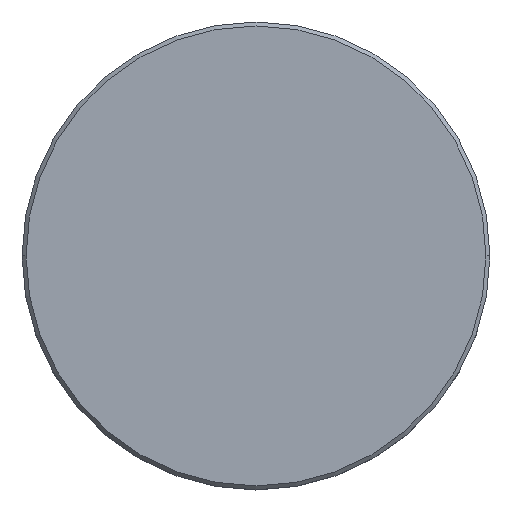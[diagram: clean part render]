
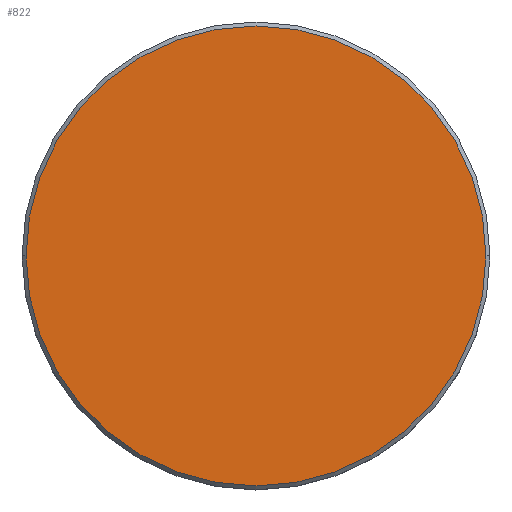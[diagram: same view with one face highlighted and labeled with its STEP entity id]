
A CAD part, top view. The second image highlights one B-rep face of the part: STEP entity #822.
In plain terms, the highlighted planar face has unit normal (0, 0, 1).
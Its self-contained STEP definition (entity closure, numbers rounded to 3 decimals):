
#3 = EDGE_CURVE ( 'NONE', #840, #404, #568, .T. ) ;
#72 = AXIS2_PLACEMENT_3D ( 'NONE', #236, #868, #320 ) ;
#169 = CARTESIAN_POINT ( 'NONE',  ( 29., 0., 0. ) ) ;
#213 = ORIENTED_EDGE ( 'NONE', *, *, #3, .T. ) ;
#236 = CARTESIAN_POINT ( 'NONE',  ( 0., 0., 0. ) ) ;
#314 = EDGE_LOOP ( 'NONE', ( #958, #213 ) ) ;
#320 = DIRECTION ( 'NONE',  ( 1., 0., 0. ) ) ;
#404 = VERTEX_POINT ( 'NONE', #963 ) ;
#468 = CIRCLE ( 'NONE', #554, 29. ) ;
#525 = FACE_OUTER_BOUND ( 'NONE', #314, .T. ) ;
#554 = AXIS2_PLACEMENT_3D ( 'NONE', #961, #620, #1059 ) ;
#568 = CIRCLE ( 'NONE', #72, 29. ) ;
#614 = CARTESIAN_POINT ( 'NONE',  ( 0., 0., 0. ) ) ;
#620 = DIRECTION ( 'NONE',  ( 0., 0., 1. ) ) ;
#680 = AXIS2_PLACEMENT_3D ( 'NONE', #614, #976, #1083 ) ;
#822 = ADVANCED_FACE ( 'NONE', ( #525 ), #1171, .T. ) ;
#840 = VERTEX_POINT ( 'NONE', #169 ) ;
#868 = DIRECTION ( 'NONE',  ( 0., 0., 1. ) ) ;
#920 = EDGE_CURVE ( 'NONE', #404, #840, #468, .T. ) ;
#958 = ORIENTED_EDGE ( 'NONE', *, *, #920, .T. ) ;
#961 = CARTESIAN_POINT ( 'NONE',  ( 0., 0., 0. ) ) ;
#963 = CARTESIAN_POINT ( 'NONE',  ( -29., 0., 0. ) ) ;
#976 = DIRECTION ( 'NONE',  ( 0., 0., 1. ) ) ;
#1059 = DIRECTION ( 'NONE',  ( 1., 0., 0. ) ) ;
#1083 = DIRECTION ( 'NONE',  ( 1., 0., 0. ) ) ;
#1171 = PLANE ( 'NONE',  #680 ) ;
